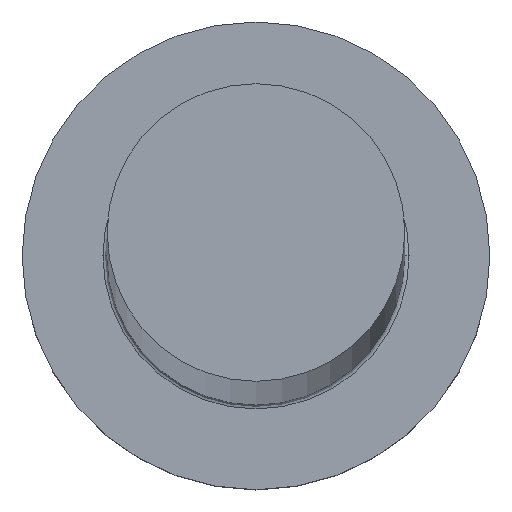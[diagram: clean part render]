
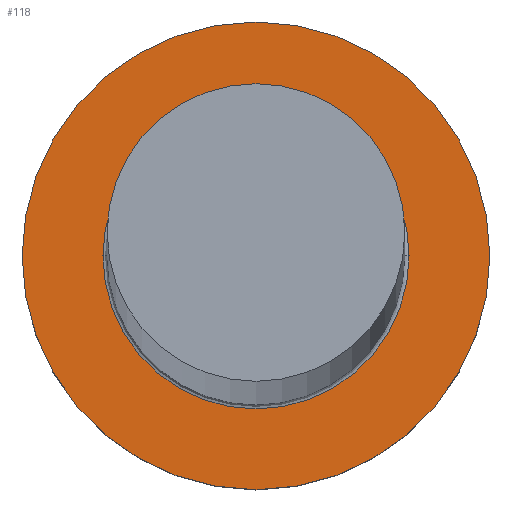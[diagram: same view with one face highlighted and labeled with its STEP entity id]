
A CAD part, top view. The second image highlights one B-rep face of the part: STEP entity #118.
In plain terms, the highlighted planar face has unit normal (0, 0, 1).
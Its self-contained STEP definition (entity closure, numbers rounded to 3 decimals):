
#5 = EDGE_CURVE ( 'NONE', #85, #218, #224, .T. ) ;
#6 = ORIENTED_EDGE ( 'NONE', *, *, #287, .T. ) ;
#14 = VERTEX_POINT ( 'NONE', #226 ) ;
#15 = CIRCLE ( 'NONE', #95, 7.2 ) ;
#17 = AXIS2_PLACEMENT_3D ( 'NONE', #259, #96, #307 ) ;
#18 = DIRECTION ( 'NONE',  ( 1., 0., 0. ) ) ;
#20 = AXIS2_PLACEMENT_3D ( 'NONE', #211, #189, #290 ) ;
#42 = EDGE_LOOP ( 'NONE', ( #82, #6 ) ) ;
#49 = PLANE ( 'NONE',  #17 ) ;
#52 = CARTESIAN_POINT ( 'NONE',  ( 0., 0., 7. ) ) ;
#58 = CARTESIAN_POINT ( 'NONE',  ( -7.2, 0., 7. ) ) ;
#72 = FACE_OUTER_BOUND ( 'NONE', #256, .T. ) ;
#81 = EDGE_CURVE ( 'NONE', #291, #14, #202, .T. ) ;
#82 = ORIENTED_EDGE ( 'NONE', *, *, #5, .T. ) ;
#85 = VERTEX_POINT ( 'NONE', #180 ) ;
#95 = AXIS2_PLACEMENT_3D ( 'NONE', #52, #146, #102 ) ;
#96 = DIRECTION ( 'NONE',  ( 0., 0., 1. ) ) ;
#102 = DIRECTION ( 'NONE',  ( 1., 0., 0. ) ) ;
#106 = AXIS2_PLACEMENT_3D ( 'NONE', #303, #228, #18 ) ;
#110 = ORIENTED_EDGE ( 'NONE', *, *, #81, .T. ) ;
#115 = CIRCLE ( 'NONE', #20, 11. ) ;
#118 = ADVANCED_FACE ( 'NONE', ( #254, #72 ), #49, .T. ) ;
#136 = AXIS2_PLACEMENT_3D ( 'NONE', #222, #216, #293 ) ;
#146 = DIRECTION ( 'NONE',  ( 0., 0., -1. ) ) ;
#172 = CARTESIAN_POINT ( 'NONE',  ( 11., 0., 7. ) ) ;
#175 = EDGE_CURVE ( 'NONE', #14, #291, #115, .T. ) ;
#180 = CARTESIAN_POINT ( 'NONE',  ( 7.2, 0., 7. ) ) ;
#189 = DIRECTION ( 'NONE',  ( 0., 0., 1. ) ) ;
#202 = CIRCLE ( 'NONE', #106, 11. ) ;
#211 = CARTESIAN_POINT ( 'NONE',  ( 0., 0., 7. ) ) ;
#216 = DIRECTION ( 'NONE',  ( 0., 0., -1. ) ) ;
#218 = VERTEX_POINT ( 'NONE', #58 ) ;
#222 = CARTESIAN_POINT ( 'NONE',  ( 0., 0., 7. ) ) ;
#224 = CIRCLE ( 'NONE', #136, 7.2 ) ;
#226 = CARTESIAN_POINT ( 'NONE',  ( -11., 0., 7. ) ) ;
#228 = DIRECTION ( 'NONE',  ( 0., 0., 1. ) ) ;
#231 = ORIENTED_EDGE ( 'NONE', *, *, #175, .T. ) ;
#254 = FACE_BOUND ( 'NONE', #42, .T. ) ;
#256 = EDGE_LOOP ( 'NONE', ( #231, #110 ) ) ;
#259 = CARTESIAN_POINT ( 'NONE',  ( 0., 0., 7. ) ) ;
#287 = EDGE_CURVE ( 'NONE', #218, #85, #15, .T. ) ;
#290 = DIRECTION ( 'NONE',  ( 1., 0., 0. ) ) ;
#291 = VERTEX_POINT ( 'NONE', #172 ) ;
#293 = DIRECTION ( 'NONE',  ( 1., 0., 0. ) ) ;
#303 = CARTESIAN_POINT ( 'NONE',  ( 0., 0., 7. ) ) ;
#307 = DIRECTION ( 'NONE',  ( 1., 0., 0. ) ) ;
